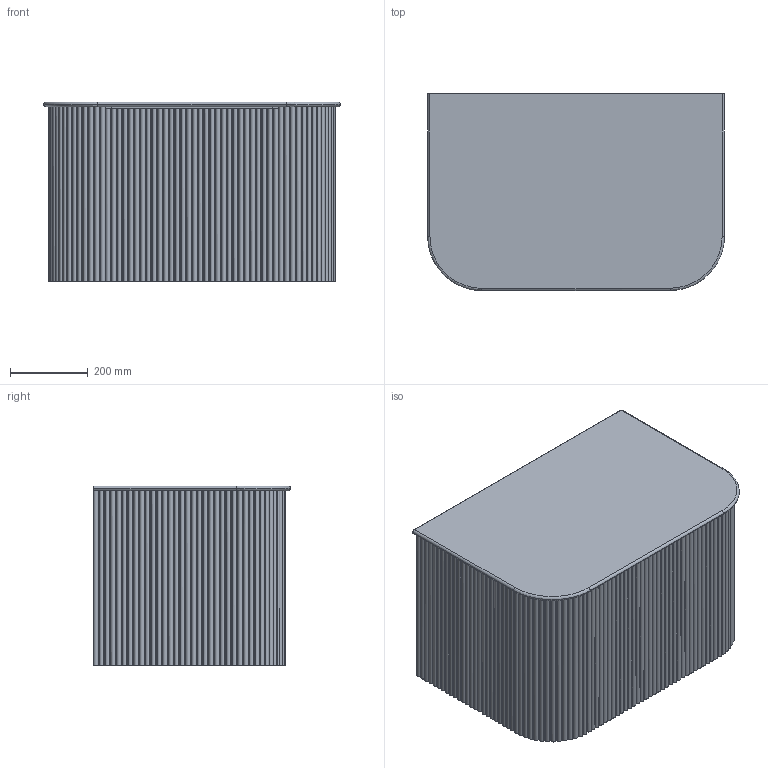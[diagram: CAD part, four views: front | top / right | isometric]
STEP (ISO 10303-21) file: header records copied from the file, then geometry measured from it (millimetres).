
FILE_DESCRIPTION(/* description */ (''),/* implementation_level */ '2;1');
FILE_NAME(/* name */ 'Kado Neue Fluted Double Curve 750 (12MM)',/* time_stamp */ '2025-07-09T15:05:59+10:00',/* author */ (''),/* organization */ (''),/* preprocessor_version */ 'ST-DEVELOPER v16.5',/* originating_system */ '',/* authorisation */ '');
FILE_SCHEMA (('AUTOMOTIVE_DESIGN'));
Length unit declared in the file: millimetre
Products named in the file (12): Document; Kado Neue Fluted Double Curve 750 (12MM); Kado Neue Fluted Double Curve ALL BENCHTOPS1819; Kado Neue Fluted Double Curve Benchtop (12MM) ALL17; Kado Neue Fluted Double Curve 750 Benchtop (12MM)16; Kado Neue Fluted Double Curve 750 Benchtop (12MM); Kado Neue Fluted Double Curve ALL20; Kado Neue Fluted Double Curve 750; Kado Neue Fluted End234567; Kado Neue Fluted Carcass 750; Kado Neue Fluted Panel 44315; Kado Neue Fluted Panel 44311121314
Assembly tree (12 placements, depth 6):
  Document
    Kado Neue Fluted Double Curve 750 (12MM)
      Kado Neue Fluted Double Curve ALL BENCHTOPS1819
        Kado Neue Fluted Double Curve Benchtop (12MM) ALL17
          Kado Neue Fluted Double Curve 750 Benchtop (12MM)16
            Kado Neue Fluted Double Curve 750 Benchtop (12MM)
      Kado Neue Fluted Double Curve ALL20
        Kado Neue Fluted Double Curve 750
          Kado Neue Fluted End234567  x2
          Kado Neue Fluted Carcass 750
          Kado Neue Fluted Panel 44315
            Kado Neue Fluted Panel 44311121314
Bounding box: 762 x 506.05 x 462 mm (x, y, z)
Volume: 82262518.2 mm3; surface area: 5598580.1 mm2
Topology: 11 solids, 11 shells, 531 faces, 1517 edges, 1008 vertices
Faces by surface type: cylinder 348, plane 175, bspline 8
Entity records: 11127 total; most frequent: CARTESIAN_POINT 4385, ORIENTED_EDGE 1978, EDGE_CURVE 989, VERTEX_POINT 656, B_SPLINE_CURVE_WITH_KNOTS 533, DIRECTION 399, AXIS2_PLACEMENT_3D 371, ADVANCED_FACE 351
